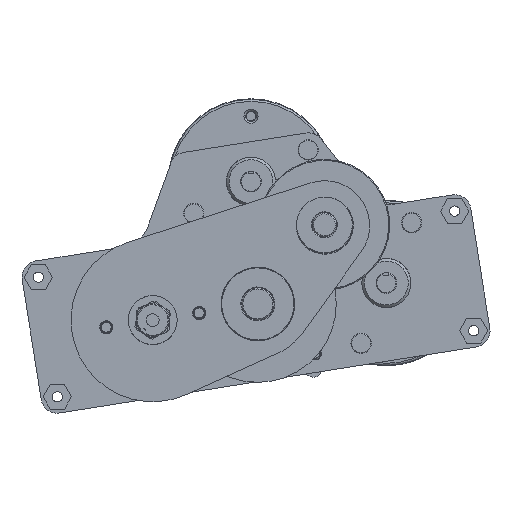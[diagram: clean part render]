
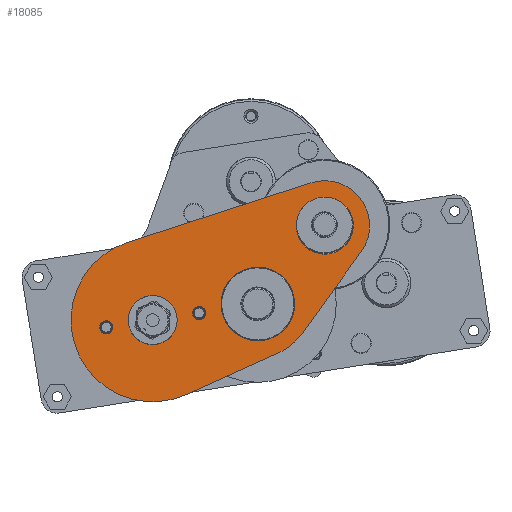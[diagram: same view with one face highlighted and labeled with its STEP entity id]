
A CAD part, front view. The second image highlights one B-rep face of the part: STEP entity #18085.
In plain terms, the highlighted face is planar.
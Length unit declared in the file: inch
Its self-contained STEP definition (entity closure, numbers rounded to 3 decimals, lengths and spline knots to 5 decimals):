
#17718=CARTESIAN_POINT('',(29.43823,9.39583,0.0));
#17719=VERTEX_POINT('',#17718);
#17720=CARTESIAN_POINT('',(29.53873,9.39583,0.0));
#17721=DIRECTION('',(0.0,0.0,1.0));
#17722=DIRECTION('',(1.0,0.0,0.0));
#17723=AXIS2_PLACEMENT_3D('',#17720,#17721,#17722);
#17724=CIRCLE('',#17723,0.1005);
#17725=EDGE_CURVE('',#17719,#17719,#17724,.T.);
#17766=CARTESIAN_POINT('',(28.00023,9.39583,0.0));
#17767=VERTEX_POINT('',#17766);
#17768=CARTESIAN_POINT('',(28.10073,9.39583,0.0));
#17769=DIRECTION('',(0.0,0.0,1.0));
#17770=DIRECTION('',(1.0,0.0,0.0));
#17771=AXIS2_PLACEMENT_3D('',#17768,#17769,#17770);
#17772=CIRCLE('',#17771,0.1005);
#17773=EDGE_CURVE('',#17767,#17767,#17772,.T.);
#17797=CARTESIAN_POINT('',(27.75423,9.39583,0.0));
#17798=VERTEX_POINT('',#17797);
#17799=CARTESIAN_POINT('',(27.19173,9.39583,0.0));
#17800=DIRECTION('',(0.0,0.0,1.0));
#17801=DIRECTION('',(-1.0,0.0,0.0));
#17802=AXIS2_PLACEMENT_3D('',#17799,#17800,#17801);
#17803=CIRCLE('',#17802,0.5625);
#17804=EDGE_CURVE('',#17798,#17798,#17803,.T.);
#17825=CARTESIAN_POINT('',(26.43429,10.42493,0.0));
#17826=VERTEX_POINT('',#17825);
#17827=CARTESIAN_POINT('',(25.99679,10.42493,0.0));
#17828=DIRECTION('',(0.0,0.0,1.0));
#17829=DIRECTION('',(-1.0,0.0,0.0));
#17830=AXIS2_PLACEMENT_3D('',#17827,#17828,#17829);
#17831=CIRCLE('',#17830,0.4375);
#17832=EDGE_CURVE('',#17826,#17826,#17831,.T.);
#17853=CARTESIAN_POINT('',(29.19473,9.39583,0.0));
#17854=VERTEX_POINT('',#17853);
#17855=CARTESIAN_POINT('',(28.81973,9.39583,0.0));
#17856=DIRECTION('',(0.0,0.0,1.0));
#17857=DIRECTION('',(-1.0,0.0,0.0));
#17858=AXIS2_PLACEMENT_3D('',#17855,#17856,#17857);
#17859=CIRCLE('',#17858,0.375);
#17860=EDGE_CURVE('',#17854,#17854,#17859,.T.);
#17880=CARTESIAN_POINT('',(26.97338,8.61322,0.0));
#17881=VERTEX_POINT('',#17880);
#17888=CARTESIAN_POINT('',(28.48381,8.19182,0.0));
#17889=VERTEX_POINT('',#17888);
#17890=CARTESIAN_POINT('',(26.97338,8.61322,0.0));
#17891=DIRECTION('',(0.963,-0.269,0.0));
#17892=VECTOR('',#17891,1.56811);
#17893=LINE('',#17890,#17892);
#17894=EDGE_CURVE('',#17881,#17889,#17893,.T.);
#17919=CARTESIAN_POINT('',(26.61412,8.82441,0.0));
#17920=VERTEX_POINT('',#17919);
#17927=CARTESIAN_POINT('',(27.19173,9.39583,0.0));
#17928=DIRECTION('',(0.0,0.0,1.0));
#17929=DIRECTION('',(-0.711,-0.703,0.0));
#17930=AXIS2_PLACEMENT_3D('',#17927,#17928,#17929);
#17931=CIRCLE('',#17930,0.8125);
#17932=EDGE_CURVE('',#17920,#17881,#17931,.T.);
#17951=CARTESIAN_POINT('',(25.50857,9.94195,0.0));
#17952=VERTEX_POINT('',#17951);
#17959=CARTESIAN_POINT('',(25.50857,9.94195,0.0));
#17960=DIRECTION('',(0.703,-0.711,0.0));
#17961=VECTOR('',#17960,1.57198);
#17962=LINE('',#17959,#17961);
#17963=EDGE_CURVE('',#17952,#17920,#17962,.T.);
#17983=CARTESIAN_POINT('',(26.10688,11.10279,0.0));
#17984=VERTEX_POINT('',#17983);
#17991=CARTESIAN_POINT('',(25.99679,10.42493,0.0));
#17992=DIRECTION('',(0.0,0.0,1.0));
#17993=DIRECTION('',(0.16,0.987,0.0));
#17994=AXIS2_PLACEMENT_3D('',#17991,#17992,#17993);
#17995=CIRCLE('',#17994,0.68675);
#17996=EDGE_CURVE('',#17984,#17952,#17995,.T.);
#18015=CARTESIAN_POINT('',(29.02011,10.62967,0.0));
#18016=VERTEX_POINT('',#18015);
#18023=CARTESIAN_POINT('',(29.02011,10.62967,0.0));
#18024=DIRECTION('',(-0.987,0.16,0.0));
#18025=VECTOR('',#18024,2.9514);
#18026=LINE('',#18023,#18025);
#18027=EDGE_CURVE('',#18016,#17984,#18026,.T.);
#18046=CARTESIAN_POINT('',(28.81973,9.39583,0.0));
#18047=DIRECTION('',(0.0,0.0,1.0));
#18048=DIRECTION('',(-0.269,-0.963,0.0));
#18049=AXIS2_PLACEMENT_3D('',#18046,#18047,#18048);
#18050=CIRCLE('',#18049,1.25);
#18051=EDGE_CURVE('',#17889,#18016,#18050,.T.);
#18057=CARTESIAN_POINT('',(27.72157,9.72374,0.0));
#18058=DIRECTION('',(0.0,0.0,1.0));
#18059=DIRECTION('',(1.0,0.0,0.0));
#18060=AXIS2_PLACEMENT_3D('',#18057,#18058,#18059);
#18061=PLANE('',#18060);
#18062=ORIENTED_EDGE('',*,*,#18051,.F.);
#18063=ORIENTED_EDGE('',*,*,#17894,.F.);
#18064=ORIENTED_EDGE('',*,*,#17932,.F.);
#18065=ORIENTED_EDGE('',*,*,#17963,.F.);
#18066=ORIENTED_EDGE('',*,*,#17996,.F.);
#18067=ORIENTED_EDGE('',*,*,#18027,.F.);
#18068=EDGE_LOOP('',(#18062,#18063,#18064,#18065,#18066,#18067));
#18069=FACE_OUTER_BOUND('',#18068,.T.);
#18070=ORIENTED_EDGE('',*,*,#17725,.T.);
#18071=EDGE_LOOP('',(#18070));
#18072=FACE_BOUND('',#18071,.T.);
#18073=ORIENTED_EDGE('',*,*,#17773,.T.);
#18074=EDGE_LOOP('',(#18073));
#18075=FACE_BOUND('',#18074,.T.);
#18076=ORIENTED_EDGE('',*,*,#17804,.T.);
#18077=EDGE_LOOP('',(#18076));
#18078=FACE_BOUND('',#18077,.T.);
#18079=ORIENTED_EDGE('',*,*,#17832,.T.);
#18080=EDGE_LOOP('',(#18079));
#18081=FACE_BOUND('',#18080,.T.);
#18082=ORIENTED_EDGE('',*,*,#17860,.T.);
#18083=EDGE_LOOP('',(#18082));
#18084=FACE_BOUND('',#18083,.T.);
#18085=ADVANCED_FACE('',(#18069,#18072,#18075,#18078,#18081,#18084),#18061,.F.);
